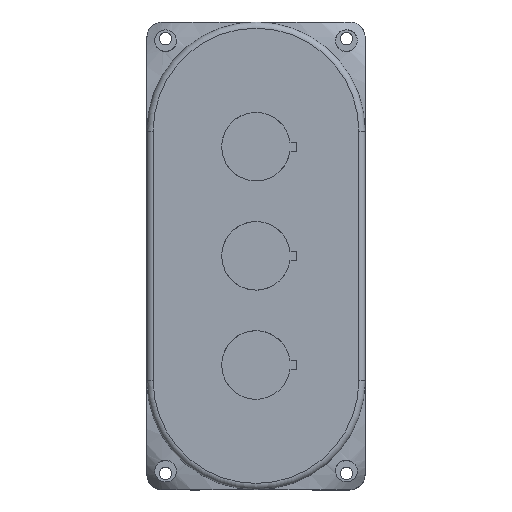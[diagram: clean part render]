
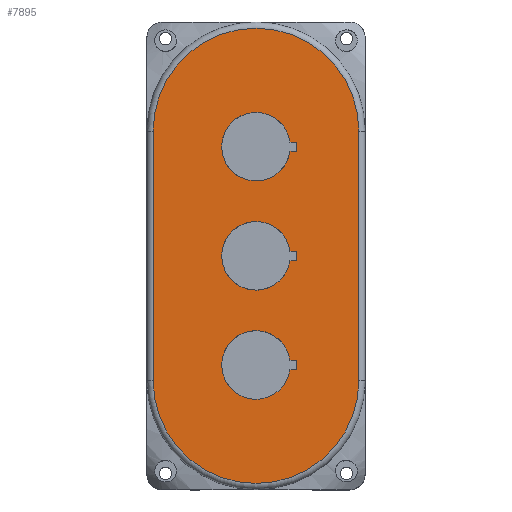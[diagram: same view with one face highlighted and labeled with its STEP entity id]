
A CAD part, top view. The second image highlights one B-rep face of the part: STEP entity #7895.
In plain terms, the highlighted planar face has unit normal (0, 0, 1).
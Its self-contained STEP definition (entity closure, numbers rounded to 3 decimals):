
#7199=CARTESIAN_POINT('',(45.897,33.5,56.0));
#7200=VERTEX_POINT('',#7199);
#7207=CARTESIAN_POINT('',(48.,33.5,56.0));
#7208=VERTEX_POINT('',#7207);
#7209=CARTESIAN_POINT('',(48.,33.5,56.0));
#7210=DIRECTION('',(-1.0,0.0,0.0));
#7211=VECTOR('',#7210,2.103);
#7212=LINE('',#7209,#7211);
#7213=EDGE_CURVE('',#7208,#7200,#7212,.T.);
#7238=CARTESIAN_POINT('',(45.897,36.5,56.0));
#7239=VERTEX_POINT('',#7238);
#7246=CARTESIAN_POINT('',(35.,35.0,56.0));
#7247=DIRECTION('',(0.,0.,-1.0));
#7248=DIRECTION('',(0.991,0.136,0.));
#7249=AXIS2_PLACEMENT_3D('',#7246,#7247,#7248);
#7250=CIRCLE('',#7249,11.);
#7251=EDGE_CURVE('',#7200,#7239,#7250,.T.);
#7264=CARTESIAN_POINT('',(45.897,-1.5,56.0));
#7265=VERTEX_POINT('',#7264);
#7272=CARTESIAN_POINT('',(48.,-1.5,56.0));
#7273=VERTEX_POINT('',#7272);
#7274=CARTESIAN_POINT('',(48.,-1.5,56.0));
#7275=DIRECTION('',(-1.0,0.0,0.0));
#7276=VECTOR('',#7275,2.103);
#7277=LINE('',#7274,#7276);
#7278=EDGE_CURVE('',#7273,#7265,#7277,.T.);
#7303=CARTESIAN_POINT('',(45.897,1.5,56.0));
#7304=VERTEX_POINT('',#7303);
#7311=CARTESIAN_POINT('',(35.,0.0,56.0));
#7312=DIRECTION('',(0.,0.,-1.0));
#7313=DIRECTION('',(0.991,0.136,0.));
#7314=AXIS2_PLACEMENT_3D('',#7311,#7312,#7313);
#7315=CIRCLE('',#7314,11.);
#7316=EDGE_CURVE('',#7265,#7304,#7315,.T.);
#7329=CARTESIAN_POINT('',(45.897,-36.5,56.0));
#7330=VERTEX_POINT('',#7329);
#7337=CARTESIAN_POINT('',(48.,-36.5,56.0));
#7338=VERTEX_POINT('',#7337);
#7339=CARTESIAN_POINT('',(48.,-36.5,56.0));
#7340=DIRECTION('',(-1.0,0.0,0.0));
#7341=VECTOR('',#7340,2.103);
#7342=LINE('',#7339,#7341);
#7343=EDGE_CURVE('',#7338,#7330,#7342,.T.);
#7368=CARTESIAN_POINT('',(45.897,-33.5,56.0));
#7369=VERTEX_POINT('',#7368);
#7376=CARTESIAN_POINT('',(35.,-35.0,56.0));
#7377=DIRECTION('',(0.,0.,-1.0));
#7378=DIRECTION('',(0.991,0.136,0.));
#7379=AXIS2_PLACEMENT_3D('',#7376,#7377,#7378);
#7380=CIRCLE('',#7379,11.0);
#7381=EDGE_CURVE('',#7330,#7369,#7380,.T.);
#7640=CARTESIAN_POINT('',(48.,1.5,56.0));
#7641=VERTEX_POINT('',#7640);
#7648=CARTESIAN_POINT('',(45.897,1.5,56.0));
#7649=DIRECTION('',(1.0,0.0,0.0));
#7650=VECTOR('',#7649,2.103);
#7651=LINE('',#7648,#7650);
#7652=EDGE_CURVE('',#7304,#7641,#7651,.T.);
#7666=CARTESIAN_POINT('',(48.,1.5,56.0));
#7667=DIRECTION('',(0.0,-1.0,0.0));
#7668=VECTOR('',#7667,3.0);
#7669=LINE('',#7666,#7668);
#7670=EDGE_CURVE('',#7641,#7273,#7669,.T.);
#7683=CARTESIAN_POINT('',(48.,36.5,56.0));
#7684=VERTEX_POINT('',#7683);
#7691=CARTESIAN_POINT('',(45.897,36.5,56.0));
#7692=DIRECTION('',(1.0,0.0,0.0));
#7693=VECTOR('',#7692,2.103);
#7694=LINE('',#7691,#7693);
#7695=EDGE_CURVE('',#7239,#7684,#7694,.T.);
#7709=CARTESIAN_POINT('',(48.,36.5,56.0));
#7710=DIRECTION('',(0.0,-1.0,0.0));
#7711=VECTOR('',#7710,3.0);
#7712=LINE('',#7709,#7711);
#7713=EDGE_CURVE('',#7684,#7208,#7712,.T.);
#7726=CARTESIAN_POINT('',(48.,-33.5,56.0));
#7727=VERTEX_POINT('',#7726);
#7734=CARTESIAN_POINT('',(45.897,-33.5,56.0));
#7735=DIRECTION('',(1.0,0.0,0.0));
#7736=VECTOR('',#7735,2.103);
#7737=LINE('',#7734,#7736);
#7738=EDGE_CURVE('',#7369,#7727,#7737,.T.);
#7752=CARTESIAN_POINT('',(48.,-33.5,56.0));
#7753=DIRECTION('',(0.0,-1.0,0.0));
#7754=VECTOR('',#7753,3.0);
#7755=LINE('',#7752,#7754);
#7756=EDGE_CURVE('',#7727,#7338,#7755,.T.);
#7767=CARTESIAN_POINT('',(68.,40.0,56.0));
#7768=VERTEX_POINT('',#7767);
#7778=CARTESIAN_POINT('',(2.,40.0,56.0));
#7779=VERTEX_POINT('',#7778);
#7787=CARTESIAN_POINT('',(35.,40.0,56.0));
#7788=DIRECTION('',(0.0,0.0,-1.0));
#7789=DIRECTION('',(0.0,1.0,0.0));
#7790=AXIS2_PLACEMENT_3D('',#7787,#7788,#7789);
#7791=CIRCLE('',#7790,33.0);
#7792=EDGE_CURVE('',#7779,#7768,#7791,.T.);
#7802=CARTESIAN_POINT('',(2.,-40.0,56.0));
#7803=VERTEX_POINT('',#7802);
#7813=CARTESIAN_POINT('',(68.,-40.0,56.0));
#7814=VERTEX_POINT('',#7813);
#7822=CARTESIAN_POINT('',(35.,-40.0,56.0));
#7823=DIRECTION('',(0.0,0.0,-1.0));
#7824=DIRECTION('',(0.0,-1.0,0.0));
#7825=AXIS2_PLACEMENT_3D('',#7822,#7823,#7824);
#7826=CIRCLE('',#7825,33.);
#7827=EDGE_CURVE('',#7814,#7803,#7826,.T.);
#7838=CARTESIAN_POINT('',(2.,-40.0,56.));
#7839=DIRECTION('',(0.0,1.0,0.0));
#7840=VECTOR('',#7839,80.0);
#7841=LINE('',#7838,#7840);
#7842=EDGE_CURVE('',#7803,#7779,#7841,.T.);
#7855=CARTESIAN_POINT('',(68.,40.,56.));
#7856=DIRECTION('',(0.0,-1.0,0.0));
#7857=VECTOR('',#7856,80.);
#7858=LINE('',#7855,#7857);
#7859=EDGE_CURVE('',#7768,#7814,#7858,.T.);
#7866=CARTESIAN_POINT('',(35.,0.,56.0));
#7867=DIRECTION('',(0.0,0.0,1.0));
#7868=DIRECTION('',(0.0,-1.0,0.0));
#7869=AXIS2_PLACEMENT_3D('',#7866,#7867,#7868);
#7870=PLANE('',#7869);
#7871=ORIENTED_EDGE('',*,*,#7827,.F.);
#7872=ORIENTED_EDGE('',*,*,#7859,.F.);
#7873=ORIENTED_EDGE('',*,*,#7792,.F.);
#7874=ORIENTED_EDGE('',*,*,#7842,.F.);
#7875=EDGE_LOOP('',(#7871,#7872,#7873,#7874));
#7876=FACE_OUTER_BOUND('',#7875,.T.);
#7877=ORIENTED_EDGE('',*,*,#7278,.T.);
#7878=ORIENTED_EDGE('',*,*,#7316,.T.);
#7879=ORIENTED_EDGE('',*,*,#7652,.T.);
#7880=ORIENTED_EDGE('',*,*,#7670,.T.);
#7881=EDGE_LOOP('',(#7877,#7878,#7879,#7880));
#7882=FACE_BOUND('',#7881,.T.);
#7883=ORIENTED_EDGE('',*,*,#7213,.T.);
#7884=ORIENTED_EDGE('',*,*,#7251,.T.);
#7885=ORIENTED_EDGE('',*,*,#7695,.T.);
#7886=ORIENTED_EDGE('',*,*,#7713,.T.);
#7887=EDGE_LOOP('',(#7883,#7884,#7885,#7886));
#7888=FACE_BOUND('',#7887,.T.);
#7889=ORIENTED_EDGE('',*,*,#7343,.T.);
#7890=ORIENTED_EDGE('',*,*,#7381,.T.);
#7891=ORIENTED_EDGE('',*,*,#7738,.T.);
#7892=ORIENTED_EDGE('',*,*,#7756,.T.);
#7893=EDGE_LOOP('',(#7889,#7890,#7891,#7892));
#7894=FACE_BOUND('',#7893,.T.);
#7895=ADVANCED_FACE('',(#7876,#7882,#7888,#7894),#7870,.T.);
